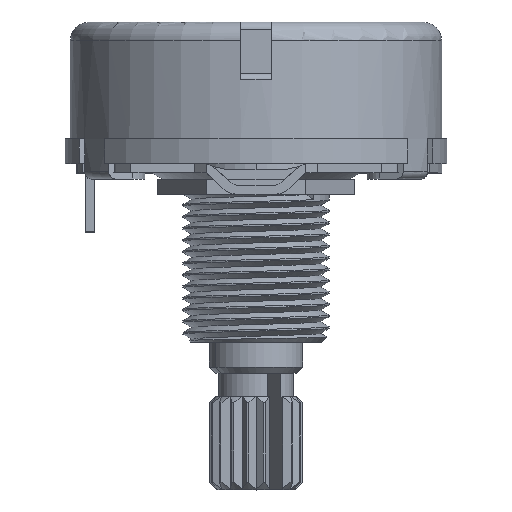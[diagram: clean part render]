
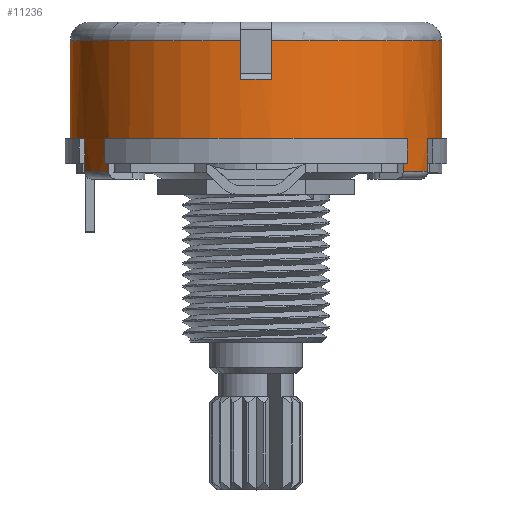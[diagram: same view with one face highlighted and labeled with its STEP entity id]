
A CAD part, top view. The second image highlights one B-rep face of the part: STEP entity #11236.
In plain terms, the highlighted cylindrical face has radius 11.95 mm (diameter 23.9 mm), a partial arc.
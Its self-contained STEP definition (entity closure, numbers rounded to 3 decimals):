
#9641=DIRECTION('',(0.,1.,0.));
#9642=VECTOR('',#9641,6.3);
#9643=CARTESIAN_POINT('',(11.95,1.2,0.));
#9644=LINE('',#9643,#9642);
#9775=CARTESIAN_POINT('',(0.,7.5,0.));
#9776=DIRECTION('',(0.,1.,0.));
#9777=DIRECTION('',(-1.,0.,0.));
#9778=AXIS2_PLACEMENT_3D('',#9775,#9776,#9777);
#9812=CARTESIAN_POINT('',(0.,7.5,0.));
#9813=DIRECTION('',(0.,1.,0.));
#9814=DIRECTION('',(-0.794,0.,0.608));
#9815=AXIS2_PLACEMENT_3D('',#9812,#9813,#9814);
#9858=CARTESIAN_POINT('',(0.,7.5,0.));
#9859=DIRECTION('',(0.,1.,0.));
#9860=DIRECTION('',(0.924,0.,0.383));
#9861=AXIS2_PLACEMENT_3D('',#9858,#9859,#9860);
#9891=DIRECTION('',(0.,-1.,0.));
#9892=VECTOR('',#9891,2.1);
#9893=CARTESIAN_POINT('',(-11.037,9.6,4.582));
#9894=LINE('',#9893,#9892);
#9911=CARTESIAN_POINT('',(-9.487,9.6,7.267));
#9913=DIRECTION('',(0.,1.,0.));
#9914=VECTOR('',#9913,2.1);
#9915=CARTESIAN_POINT('',(-9.487,7.5,7.267));
#9916=LINE('',#9915,#9914);
#10129=CARTESIAN_POINT('',(11.037,9.6,4.582));
#10131=DIRECTION('',(0.,1.,0.));
#10132=VECTOR('',#10131,2.1);
#10133=CARTESIAN_POINT('',(11.037,7.5,4.582));
#10134=LINE('',#10133,#10132);
#10135=CARTESIAN_POINT('',(0.,9.6,0.));
#10136=DIRECTION('',(0.,1.,0.));
#10137=DIRECTION('',(-0.924,0.,0.383));
#10138=AXIS2_PLACEMENT_3D('',#10135,#10136,#10137);
#10140=CARTESIAN_POINT('',(0.,9.6,0.));
#10141=DIRECTION('',(0.,1.,0.));
#10142=DIRECTION('',(0.794,0.,0.608));
#10143=AXIS2_PLACEMENT_3D('',#10140,#10141,#10142);
#10145=CARTESIAN_POINT('',(0.,1.2,0.));
#10146=DIRECTION('',(0.,-1.,0.));
#10147=DIRECTION('',(1.,0.,0.));
#10148=AXIS2_PLACEMENT_3D('',#10145,#10146,#10147);
#10150=DIRECTION('',(0.,1.,0.));
#10151=VECTOR('',#10150,2.5);
#10152=CARTESIAN_POINT('',(1.,1.2,11.908));
#10153=LINE('',#10152,#10151);
#10154=CARTESIAN_POINT('',(0.,3.7,0.));
#10155=DIRECTION('',(0.,-1.,0.));
#10156=DIRECTION('',(0.084,0.,0.996));
#10157=AXIS2_PLACEMENT_3D('',#10154,#10155,#10156);
#10159=DIRECTION('',(0.,1.,0.));
#10160=VECTOR('',#10159,2.5);
#10161=CARTESIAN_POINT('',(-1.,1.2,11.908));
#10162=LINE('',#10161,#10160);
#10163=CARTESIAN_POINT('',(0.,1.2,0.));
#10164=DIRECTION('',(0.,-1.,0.));
#10165=DIRECTION('',(-0.084,0.,0.996));
#10166=AXIS2_PLACEMENT_3D('',#10163,#10164,#10165);
#10168=DIRECTION('',(0.,1.,0.));
#10169=VECTOR('',#10168,6.3);
#10170=CARTESIAN_POINT('',(-11.95,1.2,0.));
#10171=LINE('',#10170,#10169);
#10182=DIRECTION('',(0.,-1.,0.));
#10183=VECTOR('',#10182,2.1);
#10184=CARTESIAN_POINT('',(9.487,9.6,7.267));
#10185=LINE('',#10184,#10183);
#10252=CARTESIAN_POINT('',(-11.95,1.2,0.));
#10253=CARTESIAN_POINT('',(11.95,1.2,0.));
#10254=VERTEX_POINT('',#10252);
#10255=VERTEX_POINT('',#10253);
#10256=CARTESIAN_POINT('',(11.95,7.5,0.));
#10257=VERTEX_POINT('',#10256);
#10258=CARTESIAN_POINT('',(-11.95,7.5,0.));
#10259=VERTEX_POINT('',#10258);
#10260=CARTESIAN_POINT('',(1.,1.2,11.908));
#10261=CARTESIAN_POINT('',(1.,3.7,11.908));
#10262=VERTEX_POINT('',#10260);
#10263=VERTEX_POINT('',#10261);
#10264=CARTESIAN_POINT('',(-1.,3.7,11.908));
#10265=VERTEX_POINT('',#10264);
#10266=CARTESIAN_POINT('',(-1.,1.2,11.908));
#10267=VERTEX_POINT('',#10266);
#10349=CARTESIAN_POINT('',(-11.037,7.5,4.582));
#10351=VERTEX_POINT('',#10349);
#10352=CARTESIAN_POINT('',(-9.487,7.5,7.267));
#10354=VERTEX_POINT('',#10352);
#10365=CARTESIAN_POINT('',(9.487,7.5,7.267));
#10367=VERTEX_POINT('',#10365);
#10368=CARTESIAN_POINT('',(11.037,7.5,4.582));
#10370=VERTEX_POINT('',#10368);
#10434=VERTEX_POINT('',#9911);
#10435=CARTESIAN_POINT('',(-11.037,9.6,4.582));
#10436=VERTEX_POINT('',#10435);
#10444=VERTEX_POINT('',#10129);
#10445=CARTESIAN_POINT('',(9.487,9.6,7.267));
#10446=VERTEX_POINT('',#10445);
#11211=CARTESIAN_POINT('',(0.,0.,0.));
#11212=DIRECTION('',(0.,1.,0.));
#11213=DIRECTION('',(1.,0.,0.));
#11214=AXIS2_PLACEMENT_3D('',#11211,#11212,#11213);
#11215=CYLINDRICAL_SURFACE('',#11214,11.95);
#11216=ORIENTED_EDGE('',*,*,#10938,.T.);
#11217=ORIENTED_EDGE('',*,*,#10959,.F.);
#11218=ORIENTED_EDGE('',*,*,#10858,.T.);
#11220=ORIENTED_EDGE('',*,*,#11219,.F.);
#11221=ORIENTED_EDGE('',*,*,#11203,.T.);
#11222=ORIENTED_EDGE('',*,*,#11192,.F.);
#11223=ORIENTED_EDGE('',*,*,#10891,.T.);
#11224=ORIENTED_EDGE('',*,*,#10688,.F.);
#11225=ORIENTED_EDGE('',*,*,#10669,.T.);
#11226=ORIENTED_EDGE('',*,*,#10612,.T.);
#11228=ORIENTED_EDGE('',*,*,#11227,.T.);
#11229=ORIENTED_EDGE('',*,*,#10647,.F.);
#11230=ORIENTED_EDGE('',*,*,#10664,.T.);
#11231=ORIENTED_EDGE('',*,*,#10685,.T.);
#11232=ORIENTED_EDGE('',*,*,#10836,.T.);
#11233=ORIENTED_EDGE('',*,*,#10918,.F.);
#11234=EDGE_LOOP('',(#11216,#11217,#11218,#11220,#11221,#11222,#11223,#11224,
#11225,#11226,#11228,#11229,#11230,#11231,#11232,#11233));
#11235=FACE_OUTER_BOUND('',#11234,.F.);
#11236=ADVANCED_FACE('',(#11235),#11215,.T.);
#9779=CIRCLE('',#9778,11.95);
#9816=CIRCLE('',#9815,11.95);
#9862=CIRCLE('',#9861,11.95);
#10139=CIRCLE('',#10138,11.95);
#10144=CIRCLE('',#10143,11.95);
#10149=CIRCLE('',#10148,11.95);
#10158=CIRCLE('',#10157,11.95);
#10167=CIRCLE('',#10166,11.95);
#10612=EDGE_CURVE('',#10262,#10263,#10153,.T.);
#10647=EDGE_CURVE('',#10267,#10265,#10162,.T.);
#10664=EDGE_CURVE('',#10267,#10254,#10167,.T.);
#10669=EDGE_CURVE('',#10255,#10262,#10149,.T.);
#10685=EDGE_CURVE('',#10254,#10259,#10171,.T.);
#10688=EDGE_CURVE('',#10255,#10257,#9644,.T.);
#10836=EDGE_CURVE('',#10259,#10351,#9779,.T.);
#10858=EDGE_CURVE('',#10354,#10367,#9816,.T.);
#10891=EDGE_CURVE('',#10370,#10257,#9862,.T.);
#10918=EDGE_CURVE('',#10436,#10351,#9894,.T.);
#10938=EDGE_CURVE('',#10436,#10434,#10139,.T.);
#10959=EDGE_CURVE('',#10354,#10434,#9916,.T.);
#11192=EDGE_CURVE('',#10370,#10444,#10134,.T.);
#11203=EDGE_CURVE('',#10446,#10444,#10144,.T.);
#11219=EDGE_CURVE('',#10446,#10367,#10185,.T.);
#11227=EDGE_CURVE('',#10263,#10265,#10158,.T.);
